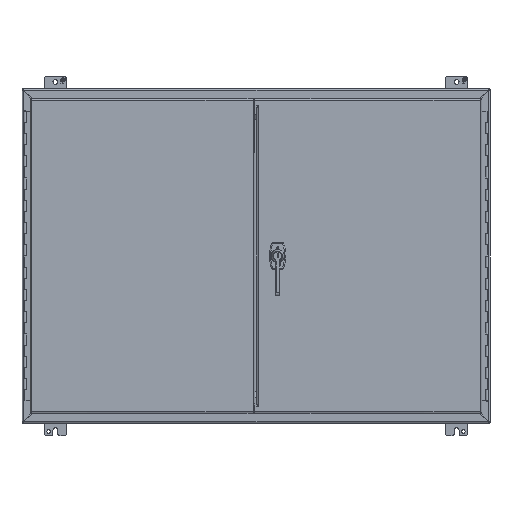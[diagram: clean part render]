
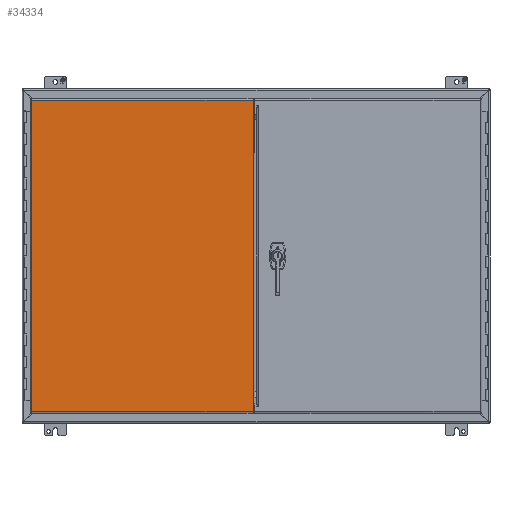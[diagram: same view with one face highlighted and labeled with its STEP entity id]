
A CAD part, front view. The second image highlights one B-rep face of the part: STEP entity #34334.
In plain terms, the highlighted planar face has unit normal (0, -1, 0).
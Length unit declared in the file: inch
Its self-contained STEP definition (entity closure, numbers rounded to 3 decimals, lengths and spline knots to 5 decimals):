
#950 = VERTEX_POINT ( 'NONE', #33232 ) ;
#1283 = VECTOR ( 'NONE', #30754, 39.37008 ) ;
#2607 = VECTOR ( 'NONE', #56478, 39.37008 ) ;
#8800 = VERTEX_POINT ( 'NONE', #18424 ) ;
#10145 = DIRECTION ( 'NONE',  ( 0., 0., 1. ) ) ;
#10743 = EDGE_CURVE ( 'NONE', #950, #54286, #56521, .T. ) ;
#11909 = LINE ( 'NONE', #46870, #2607 ) ;
#13153 = EDGE_LOOP ( 'NONE', ( #55052, #32180, #40160, #43424, #42384, #30819 ) ) ;
#13841 = VECTOR ( 'NONE', #10145, 39.37008 ) ;
#14120 = CARTESIAN_POINT ( 'NONE',  ( -20.107, -11.138, -13.982 ) ) ;
#14398 = DIRECTION ( 'NONE',  ( 1., 0., 0. ) ) ;
#14724 = PLANE ( 'NONE',  #18502 ) ;
#15197 = CARTESIAN_POINT ( 'NONE',  ( -20.107, -11.138, -13.982 ) ) ;
#16874 = CARTESIAN_POINT ( 'NONE',  ( -0.268, -11.138, -13.982 ) ) ;
#17116 = EDGE_CURVE ( 'NONE', #54286, #27456, #50662, .T. ) ;
#18424 = CARTESIAN_POINT ( 'NONE',  ( -0.268, -11.138, 13.982 ) ) ;
#18502 = AXIS2_PLACEMENT_3D ( 'NONE', #19624, #28310, #54636 ) ;
#19338 = CARTESIAN_POINT ( 'NONE',  ( -0.268, -11.138, -13.608 ) ) ;
#19624 = CARTESIAN_POINT ( 'NONE',  ( -20.107, -11.138, -13.982 ) ) ;
#21723 = VECTOR ( 'NONE', #42563, 39.37008 ) ;
#24247 = FACE_OUTER_BOUND ( 'NONE', #13153, .T. ) ;
#25053 = CARTESIAN_POINT ( 'NONE',  ( -0.268, -11.138, 13.608 ) ) ;
#27456 = VERTEX_POINT ( 'NONE', #25053 ) ;
#28310 = DIRECTION ( 'NONE',  ( 0., -1., 0. ) ) ;
#30754 = DIRECTION ( 'NONE',  ( 0., 0., 1. ) ) ;
#30819 = ORIENTED_EDGE ( 'NONE', *, *, #31959, .T. ) ;
#31445 = CARTESIAN_POINT ( 'NONE',  ( -20.107, -11.138, 13.982 ) ) ;
#31959 = EDGE_CURVE ( 'NONE', #27456, #8800, #41937, .T. ) ;
#32180 = ORIENTED_EDGE ( 'NONE', *, *, #41821, .T. ) ;
#32410 = CARTESIAN_POINT ( 'NONE',  ( -0.268, -11.138, -13.982 ) ) ;
#32595 = LINE ( 'NONE', #14120, #48775 ) ;
#33232 = CARTESIAN_POINT ( 'NONE',  ( -0.268, -11.138, -13.982 ) ) ;
#33705 = VERTEX_POINT ( 'NONE', #15197 ) ;
#34334 = ADVANCED_FACE ( 'NONE', ( #24247 ), #14724, .T. ) ;
#34534 = DIRECTION ( 'NONE',  ( 0., 0., -1. ) ) ;
#38473 = VECTOR ( 'NONE', #34534, 39.37008 ) ;
#38888 = LINE ( 'NONE', #56543, #38473 ) ;
#40160 = ORIENTED_EDGE ( 'NONE', *, *, #51771, .T. ) ;
#41821 = EDGE_CURVE ( 'NONE', #47920, #33705, #38888, .T. ) ;
#41937 = LINE ( 'NONE', #32410, #13841 ) ;
#42384 = ORIENTED_EDGE ( 'NONE', *, *, #17116, .T. ) ;
#42563 = DIRECTION ( 'NONE',  ( 0., 0., 1. ) ) ;
#43424 = ORIENTED_EDGE ( 'NONE', *, *, #10743, .T. ) ;
#46300 = CARTESIAN_POINT ( 'NONE',  ( -0.268, -11.138, -13.982 ) ) ;
#46870 = CARTESIAN_POINT ( 'NONE',  ( -20.107, -11.138, 13.982 ) ) ;
#47920 = VERTEX_POINT ( 'NONE', #31445 ) ;
#48775 = VECTOR ( 'NONE', #14398, 39.37008 ) ;
#50662 = LINE ( 'NONE', #46300, #21723 ) ;
#51080 = EDGE_CURVE ( 'NONE', #8800, #47920, #11909, .T. ) ;
#51771 = EDGE_CURVE ( 'NONE', #33705, #950, #32595, .T. ) ;
#54286 = VERTEX_POINT ( 'NONE', #19338 ) ;
#54636 = DIRECTION ( 'NONE',  ( 0., 0., -1. ) ) ;
#55052 = ORIENTED_EDGE ( 'NONE', *, *, #51080, .T. ) ;
#56478 = DIRECTION ( 'NONE',  ( -1., 0., 0. ) ) ;
#56521 = LINE ( 'NONE', #16874, #1283 ) ;
#56543 = CARTESIAN_POINT ( 'NONE',  ( -20.107, -11.138, -13.982 ) ) ;
